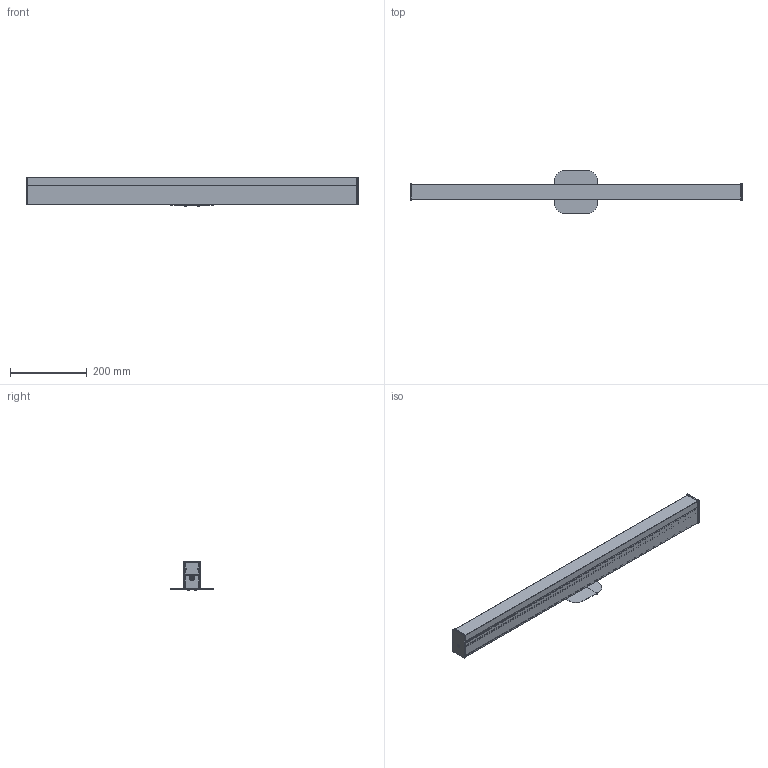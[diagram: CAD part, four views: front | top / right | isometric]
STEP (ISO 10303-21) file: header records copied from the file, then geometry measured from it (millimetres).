
FILE_DESCRIPTION(/* description */ (''),/* implementation_level */ '2;1');
FILE_NAME(/* name */ 'USC-RDLB3XXX_C-LEDBAR 3FT WALL_CEIL LED.stp',/* time_stamp */ '2022-01-04T18:37:00-05:00',/* author */ (''),/* organization */ (''),/* preprocessor_version */ 'ST-DEVELOPER v16.7',/* originating_system */ 'SIEMENS PLM Software NX 1911',/* authorisation */ '');
FILE_SCHEMA (('AUTOMOTIVE_DESIGN { 1 0 10303 214 3 1 1 1 }'));
Products named in the file (13): X315-11127_--HEX L-KEY 5_64IN 2INL; USC-X312-00030_--SCREW MACH ST-B PH _2 ZP 6-18 X 1_4_; Y102-11026_A-LEDBAR ROUND WALL CANOPY; CY103-11589-S23_B-LEDBAR EXT 2GEN 3FT CUT ANO_MODEL; X312-12835_--PEM STUD SELF-CLINCHING ZP 8-32 X 1_4IN; Y102-11025-S08_C-LEDBAR BACKPLATE 34; Y101-11003_B-LEDBAR END CAP SQUARE UNFINISHED; CY202-10998-S23_C-LEDBAR DIFFUSER SQUARE 2GEN 3FT CUT; USC-X312-00044_A-SCREW MACH FT-CTS AL 5_64IN SS 6-32 X 3_4IN; SA01-11100-PXXX_A-LEDBAR PARTS BAG ROUND_MODEL; MY103-11589-S23_C-LEDBAR EXT 2GEN 3FT MACH_MODEL; S102-11025-S08_C-LEDBAR BACKPLATE 34 W PEM_MODEL; USC-RDLB3XXX_C-LEDBAR 3FT WALL_CEIL LED
Assembly tree (15 placements, depth 3):
  USC-RDLB3XXX_C-LEDBAR 3FT WALL_CEIL LED
    S102-11025-S08_C-LEDBAR BACKPLATE 34 W PEM_MODEL
      Y102-11025-S08_C-LEDBAR BACKPLATE 34
      X312-12835_--PEM STUD SELF-CLINCHING ZP 8-32 X 1_4IN
    MY103-11589-S23_C-LEDBAR EXT 2GEN 3FT MACH_MODEL
      CY103-11589-S23_B-LEDBAR EXT 2GEN 3FT CUT ANO_MODEL
    USC-X312-00044_A-SCREW MACH FT-CTS AL 5_64IN SS 6-32 X 3_4IN  x2
    CY202-10998-S23_C-LEDBAR DIFFUSER SQUARE 2GEN 3FT CUT
    Y101-11003_B-LEDBAR END CAP SQUARE UNFINISHED  x2
    SA01-11100-PXXX_A-LEDBAR PARTS BAG ROUND_MODEL
      Y102-11026_A-LEDBAR ROUND WALL CANOPY
      USC-X312-00030_--SCREW MACH ST-B PH _2 ZP 6-18 X 1_4_  x2
      X315-11127_--HEX L-KEY 5_64IN 2INL
Bounding box: 864.44 x 114.3 x 77.04 mm (x, y, z)
Volume: 405649.5 mm3; surface area: 516764.1 mm2
Topology: 12 solids, 12 shells, 853 faces, 2201 edges, 1372 vertices
Faces by surface type: cylinder 381, plane 290, cone 84, bspline 50, torus 44, sphere 4
Full cylindrical faces by diameter (mm): 3.454 x1, 3.505 x2, 3.658 x4, 3.797 x2, 4.318 x15, 4.496 x2, 6.858 x2, 22.225 x1
Entity records: 24958 total; most frequent: CARTESIAN_POINT 9323, DIRECTION 3219, ORIENTED_EDGE 3122, EDGE_CURVE 1561, AXIS2_PLACEMENT_3D 1189, VERTEX_POINT 1008, LINE 841, VECTOR 841
